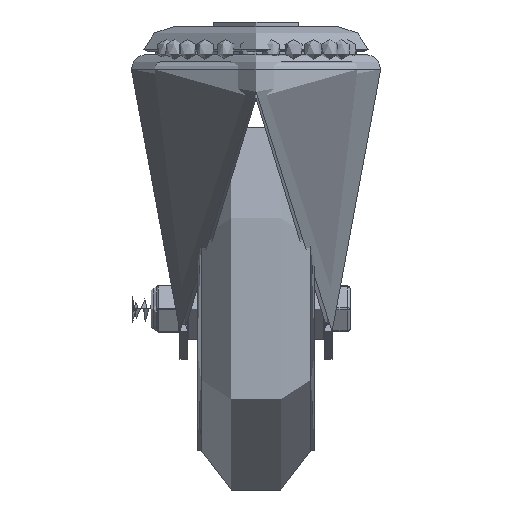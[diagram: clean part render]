
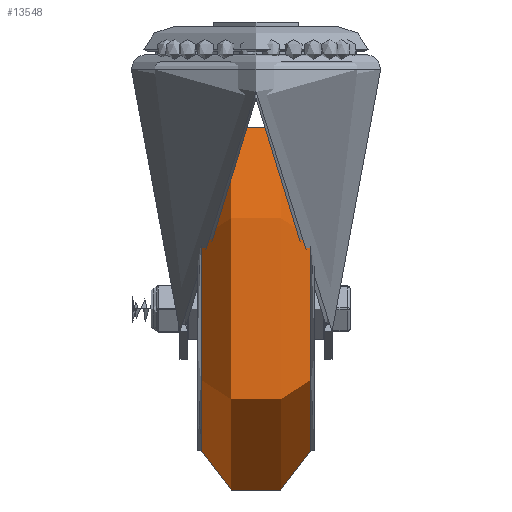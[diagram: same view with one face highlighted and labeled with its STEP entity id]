
A CAD part, left-side view. The second image highlights one B-rep face of the part: STEP entity #13548.
In plain terms, the highlighted toroidal (fillet/blend) face has major radius 52.5 mm and minor radius 22.5 mm.
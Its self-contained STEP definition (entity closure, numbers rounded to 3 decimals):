
#527=TOROIDAL_SURFACE('',#14704,52.5,22.5);
#1380=FACE_OUTER_BOUND('',#2232,.T.);
#2232=EDGE_LOOP('',(#9642,#9643,#9644,#9645,#9646,#9647));
#3161=CIRCLE('',#14705,57.);
#3162=CIRCLE('',#14706,57.);
#3163=CIRCLE('',#14707,22.5);
#3164=CIRCLE('',#14708,57.);
#3165=CIRCLE('',#14709,57.);
#5987=VERTEX_POINT('',#20190);
#5988=VERTEX_POINT('',#20191);
#5989=VERTEX_POINT('',#20194);
#5990=VERTEX_POINT('',#20196);
#7392=EDGE_CURVE('',#5987,#5988,#3161,.T.);
#7393=EDGE_CURVE('',#5988,#5987,#3162,.T.);
#7394=EDGE_CURVE('',#5988,#5989,#3163,.T.);
#7395=EDGE_CURVE('',#5989,#5990,#3164,.T.);
#7396=EDGE_CURVE('',#5990,#5989,#3165,.T.);
#9642=ORIENTED_EDGE('',*,*,#7392,.F.);
#9643=ORIENTED_EDGE('',*,*,#7393,.F.);
#9644=ORIENTED_EDGE('',*,*,#7394,.T.);
#9645=ORIENTED_EDGE('',*,*,#7395,.T.);
#9646=ORIENTED_EDGE('',*,*,#7396,.T.);
#9647=ORIENTED_EDGE('',*,*,#7394,.F.);
#13548=ADVANCED_FACE('',(#1380),#527,.T.);
#14704=AXIS2_PLACEMENT_3D('',#20189,#16277,#16278);
#14705=AXIS2_PLACEMENT_3D('',#20192,#16279,#16280);
#14706=AXIS2_PLACEMENT_3D('',#20193,#16281,#16282);
#14707=AXIS2_PLACEMENT_3D('',#20195,#16283,#16284);
#14708=AXIS2_PLACEMENT_3D('',#20197,#16285,#16286);
#14709=AXIS2_PLACEMENT_3D('',#20198,#16287,#16288);
#16277=DIRECTION('center_axis',(0.,-1.,0.));
#16278=DIRECTION('ref_axis',(0.,0.,-1.));
#16279=DIRECTION('center_axis',(0.,-1.,0.));
#16280=DIRECTION('ref_axis',(0.,0.,1.));
#16281=DIRECTION('center_axis',(0.,-1.,0.));
#16282=DIRECTION('ref_axis',(0.,0.,1.));
#16283=DIRECTION('center_axis',(-1.,0.,0.));
#16284=DIRECTION('ref_axis',(0.,0.,1.));
#16285=DIRECTION('center_axis',(0.,-1.,0.));
#16286=DIRECTION('ref_axis',(0.,0.,1.));
#16287=DIRECTION('center_axis',(0.,-1.,0.));
#16288=DIRECTION('ref_axis',(0.,0.,1.));
#20189=CARTESIAN_POINT('Origin',(0.,0.,0.));
#20190=CARTESIAN_POINT('',(0.,-22.045,-57.));
#20191=CARTESIAN_POINT('',(0.,-22.045,57.));
#20192=CARTESIAN_POINT('Origin',(0.,-22.045,0.));
#20193=CARTESIAN_POINT('Origin',(0.,-22.045,0.));
#20194=CARTESIAN_POINT('',(0.,22.045,57.));
#20195=CARTESIAN_POINT('Origin',(0.,0.,
52.5));
#20196=CARTESIAN_POINT('',(0.,22.045,-57.));
#20197=CARTESIAN_POINT('Origin',(0.,22.045,0.));
#20198=CARTESIAN_POINT('Origin',(0.,22.045,0.));
